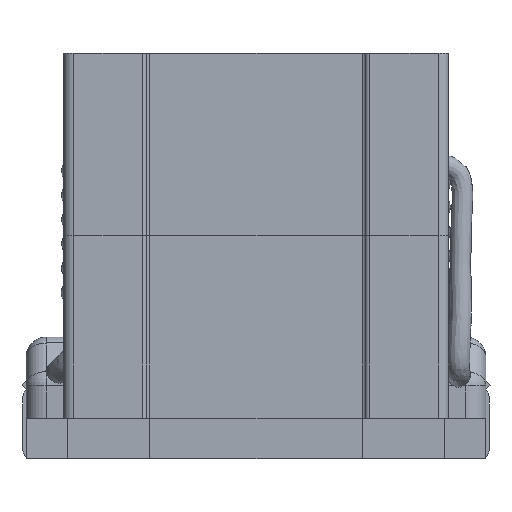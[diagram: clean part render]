
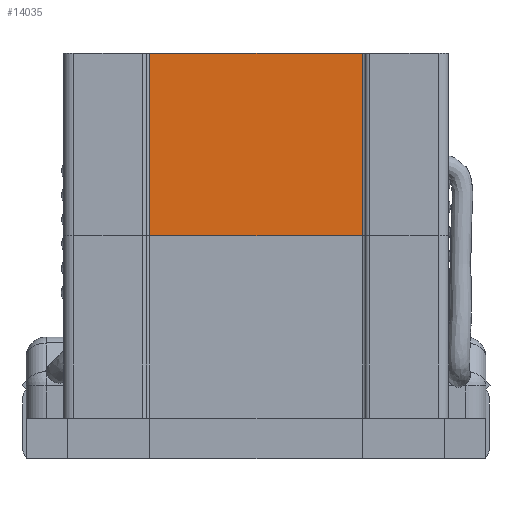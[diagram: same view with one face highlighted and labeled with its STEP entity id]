
A CAD part, front view. The second image highlights one B-rep face of the part: STEP entity #14035.
In plain terms, the highlighted face is planar.
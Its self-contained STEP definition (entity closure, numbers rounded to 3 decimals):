
#1491=LINE('',#36400,#2863);
#1494=LINE('',#36413,#2866);
#1506=LINE('',#36435,#2878);
#1507=LINE('',#36436,#2879);
#2863=VECTOR('',#18600,1000.);
#2866=VECTOR('',#18611,1000.);
#2878=VECTOR('',#18635,1000.);
#2879=VECTOR('',#18636,1000.);
#6378=ORIENTED_EDGE('',*,*,#9037,.F.);
#6379=ORIENTED_EDGE('',*,*,#9017,.F.);
#6380=ORIENTED_EDGE('',*,*,#9038,.T.);
#6381=ORIENTED_EDGE('',*,*,#9023,.T.);
#9017=EDGE_CURVE('',#10557,#10559,#1491,.T.);
#9023=EDGE_CURVE('',#10562,#10564,#1494,.T.);
#9037=EDGE_CURVE('',#10559,#10564,#1506,.T.);
#9038=EDGE_CURVE('',#10557,#10562,#1507,.T.);
#10557=VERTEX_POINT('',#36398);
#10559=VERTEX_POINT('',#36401);
#10562=VERTEX_POINT('',#36408);
#10564=VERTEX_POINT('',#36412);
#12033=EDGE_LOOP('',(#6378,#6379,#6380,#6381));
#12833=FACE_BOUND('',#12033,.T.);
#13323=PLANE('',#15389);
#14035=ADVANCED_FACE('',(#12833),#13323,.T.);
#15389=AXIS2_PLACEMENT_3D('',#36434,#18633,#18634);
#18600=DIRECTION('',(0.,0.,1.));
#18611=DIRECTION('',(0.,0.,1.));
#18633=DIRECTION('',(-1.,0.,0.));
#18634=DIRECTION('',(0.,1.,0.));
#18635=DIRECTION('',(0.,-1.,0.));
#18636=DIRECTION('',(0.,-1.,0.));
#36398=CARTESIAN_POINT('',(-12.85,5.25,11.));
#36400=CARTESIAN_POINT('',(-12.85,5.25,11.));
#36401=CARTESIAN_POINT('',(-12.85,5.25,20.));
#36408=CARTESIAN_POINT('',(-12.85,-5.25,11.));
#36412=CARTESIAN_POINT('',(-12.85,-5.25,20.));
#36413=CARTESIAN_POINT('',(-12.85,-5.25,20.));
#36434=CARTESIAN_POINT('',(-12.85,5.4,11.));
#36435=CARTESIAN_POINT('',(-12.85,5.4,20.));
#36436=CARTESIAN_POINT('',(-12.85,5.4,11.));
